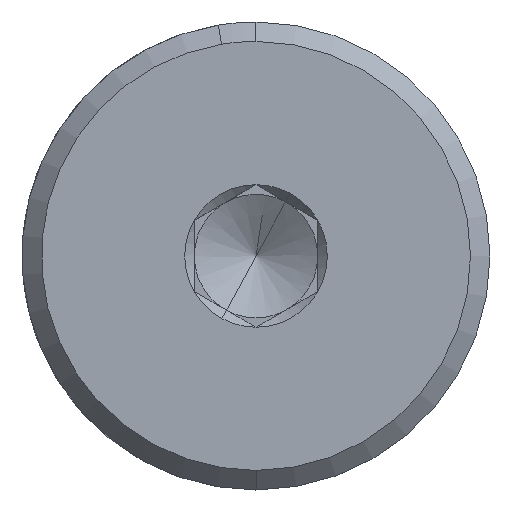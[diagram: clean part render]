
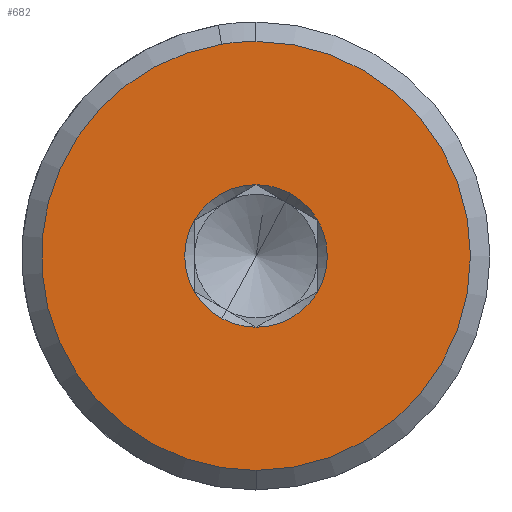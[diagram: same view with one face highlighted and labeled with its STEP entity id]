
A CAD part, top view. The second image highlights one B-rep face of the part: STEP entity #682.
In plain terms, the highlighted planar face has unit normal (0, 0, 1).
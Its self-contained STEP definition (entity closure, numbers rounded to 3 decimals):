
#380=AXIS2_PLACEMENT_3D('Circle Axis2P3D',#378,#379,$) ;
#456=AXIS2_PLACEMENT_3D('Circle Axis2P3D',#454,#455,$) ;
#479=AXIS2_PLACEMENT_3D('Circle Axis2P3D',#477,#478,$) ;
#584=AXIS2_PLACEMENT_3D('Circle Axis2P3D',#582,#583,$) ;
#595=AXIS2_PLACEMENT_3D('Plane Axis2P3D',#592,#593,#594) ;
#599=AXIS2_PLACEMENT_3D('Circle Axis2P3D',#597,#598,$) ;
#608=AXIS2_PLACEMENT_3D('Circle Axis2P3D',#606,#607,$) ;
#615=AXIS2_PLACEMENT_3D('Circle Axis2P3D',#613,#614,$) ;
#192=CARTESIAN_POINT('Vertex',(26.5,30.515,21.5)) ;
#206=CARTESIAN_POINT('Vertex',(26.5,41.485,21.5)) ;
#237=CARTESIAN_POINT('Vertex',(36.,25.03,21.5)) ;
#351=CARTESIAN_POINT('Vertex',(36.,46.97,21.5)) ;
#378=CARTESIAN_POINT('Axis2P3D Location',(36.,36.,21.5)) ;
#397=CARTESIAN_POINT('Vertex',(45.5,30.515,21.5)) ;
#454=CARTESIAN_POINT('Axis2P3D Location',(36.,36.,21.5)) ;
#458=CARTESIAN_POINT('Vertex',(30.741,26.373,21.5)) ;
#477=CARTESIAN_POINT('Axis2P3D Location',(36.,36.,21.5)) ;
#549=CARTESIAN_POINT('Vertex',(45.5,41.485,21.5)) ;
#582=CARTESIAN_POINT('Axis2P3D Location',(36.,36.,21.5)) ;
#592=CARTESIAN_POINT('Axis2P3D Location',(36.,36.,21.5)) ;
#597=CARTESIAN_POINT('Axis2P3D Location',(36.,36.,21.5)) ;
#601=CARTESIAN_POINT('Vertex',(30.71,68.573,21.5)) ;
#603=CARTESIAN_POINT('Vertex',(36.,69.,21.5)) ;
#606=CARTESIAN_POINT('Axis2P3D Location',(36.,36.,21.5)) ;
#610=CARTESIAN_POINT('Vertex',(36.,3.,21.5)) ;
#613=CARTESIAN_POINT('Axis2P3D Location',(36.,36.,21.5)) ;
#624=CARTESIAN_POINT('Control Point',(41.259,45.627,21.5)) ;
#625=CARTESIAN_POINT('Control Point',(40.296,46.153,21.5)) ;
#626=CARTESIAN_POINT('Control Point',(39.268,46.558,21.5)) ;
#627=CARTESIAN_POINT('Control Point',(38.194,46.833,21.5)) ;
#628=CARTESIAN_POINT('Control Point',(37.097,46.97,21.5)) ;
#629=CARTESIAN_POINT('Control Point',(36.,46.97,21.5)) ;
#630=CARTESIAN_POINT('Vertex',(41.259,45.627,21.5)) ;
#634=CARTESIAN_POINT('Control Point',(45.5,41.485,21.5)) ;
#635=CARTESIAN_POINT('Control Point',(44.932,42.468,21.5)) ;
#636=CARTESIAN_POINT('Control Point',(44.237,43.379,21.5)) ;
#637=CARTESIAN_POINT('Control Point',(43.427,44.193,21.5)) ;
#638=CARTESIAN_POINT('Control Point',(42.469,44.934,21.5)) ;
#639=CARTESIAN_POINT('Control Point',(41.429,45.532,21.5)) ;
#640=CARTESIAN_POINT('Control Point',(41.372,45.564,21.5)) ;
#641=CARTESIAN_POINT('Control Point',(41.316,45.596,21.5)) ;
#642=CARTESIAN_POINT('Control Point',(41.259,45.627,21.5)) ;
#645=CARTESIAN_POINT('Control Point',(45.5,30.515,21.5)) ;
#646=CARTESIAN_POINT('Control Point',(46.068,31.499,21.5)) ;
#647=CARTESIAN_POINT('Control Point',(46.508,32.556,21.5)) ;
#648=CARTESIAN_POINT('Control Point',(46.809,33.665,21.5)) ;
#649=CARTESIAN_POINT('Control Point',(47.116,35.934,21.5)) ;
#650=CARTESIAN_POINT('Control Point',(46.836,38.208,21.5)) ;
#651=CARTESIAN_POINT('Control Point',(46.548,39.32,21.5)) ;
#652=CARTESIAN_POINT('Control Point',(46.111,40.406,21.5)) ;
#653=CARTESIAN_POINT('Control Point',(45.539,41.417,21.5)) ;
#654=CARTESIAN_POINT('Control Point',(45.526,41.44,21.5)) ;
#655=CARTESIAN_POINT('Control Point',(45.513,41.462,21.5)) ;
#656=CARTESIAN_POINT('Control Point',(45.5,41.485,21.5)) ;
#659=CARTESIAN_POINT('Control Point',(36.,25.03,21.5)) ;
#660=CARTESIAN_POINT('Control Point',(37.136,25.03,21.5)) ;
#661=CARTESIAN_POINT('Control Point',(38.272,25.177,21.5)) ;
#662=CARTESIAN_POINT('Control Point',(39.382,25.471,21.5)) ;
#663=CARTESIAN_POINT('Control Point',(41.501,26.34,21.5)) ;
#664=CARTESIAN_POINT('Control Point',(43.33,27.72,21.5)) ;
#665=CARTESIAN_POINT('Control Point',(44.149,28.525,21.5)) ;
#666=CARTESIAN_POINT('Control Point',(44.871,29.447,21.5)) ;
#667=CARTESIAN_POINT('Control Point',(45.461,30.448,21.5)) ;
#668=CARTESIAN_POINT('Control Point',(45.474,30.47,21.5)) ;
#669=CARTESIAN_POINT('Control Point',(45.487,30.493,21.5)) ;
#670=CARTESIAN_POINT('Control Point',(45.5,30.515,21.5)) ;
#379=DIRECTION('Axis2P3D Direction',(0.,0.,1.)) ;
#455=DIRECTION('Axis2P3D Direction',(0.,0.,1.)) ;
#478=DIRECTION('Axis2P3D Direction',(0.,0.,1.)) ;
#583=DIRECTION('Axis2P3D Direction',(0.,0.,1.)) ;
#593=DIRECTION('Axis2P3D Direction',(0.,0.,-1.)) ;
#594=DIRECTION('Axis2P3D XDirection',(0.,1.,0.)) ;
#598=DIRECTION('Axis2P3D Direction',(0.,0.,-1.)) ;
#607=DIRECTION('Axis2P3D Direction',(0.,0.,-1.)) ;
#614=DIRECTION('Axis2P3D Direction',(0.,0.,-1.)) ;
#619=ORIENTED_EDGE('',*,*,#605,.F.) ;
#620=ORIENTED_EDGE('',*,*,#612,.F.) ;
#621=ORIENTED_EDGE('',*,*,#617,.F.) ;
#673=ORIENTED_EDGE('',*,*,#632,.T.) ;
#674=ORIENTED_EDGE('',*,*,#643,.T.) ;
#675=ORIENTED_EDGE('',*,*,#657,.T.) ;
#676=ORIENTED_EDGE('',*,*,#671,.T.) ;
#677=ORIENTED_EDGE('',*,*,#481,.T.) ;
#678=ORIENTED_EDGE('',*,*,#460,.T.) ;
#679=ORIENTED_EDGE('',*,*,#382,.T.) ;
#680=ORIENTED_EDGE('',*,*,#586,.T.) ;
#681=FACE_BOUND('',#672,.T.) ;
#682=ADVANCED_FACE('Stopper Plug_M63.1\\Koerper.2',(#622,#681),#596,.F.) ;
#623=B_SPLINE_CURVE_WITH_KNOTS('',5,(#624,#625,#626,#627,#628,#629),.UNSPECIFIED.,.F.,.U.,(6,6),(0.,7.757),.UNSPECIFIED.) ;
#633=B_SPLINE_CURVE_WITH_KNOTS('',5,(#634,#635,#636,#637,#638,#639,#640,#641,#642),.UNSPECIFIED.,.F.,.U.,(6,3,6),(0.,8.031,8.489),.UNSPECIFIED.) ;
#644=B_SPLINE_CURVE_WITH_KNOTS('',5,(#645,#646,#647,#648,#649,#650,#651,#652,#653,#654,#655,#656),.UNSPECIFIED.,.F.,.U.,(6,3,3,6),(0.,8.031,16.062,16.245),.UNSPECIFIED.) ;
#658=B_SPLINE_CURVE_WITH_KNOTS('',5,(#659,#660,#661,#662,#663,#664,#665,#666,#667,#668,#669,#670),.UNSPECIFIED.,.F.,.U.,(6,3,3,6),(0.,8.031,16.062,16.245),.UNSPECIFIED.) ;
#381=CIRCLE('generated circle',#380,10.97) ;
#457=CIRCLE('generated circle',#456,10.97) ;
#480=CIRCLE('generated circle',#479,10.97) ;
#585=CIRCLE('generated circle',#584,10.97) ;
#600=CIRCLE('generated circle',#599,33.) ;
#609=CIRCLE('generated circle',#608,33.) ;
#616=CIRCLE('generated circle',#615,33.) ;
#382=EDGE_CURVE('',#193,#207,#381,.F.) ;
#460=EDGE_CURVE('',#459,#193,#457,.F.) ;
#481=EDGE_CURVE('',#238,#459,#480,.F.) ;
#586=EDGE_CURVE('',#207,#352,#585,.F.) ;
#605=EDGE_CURVE('',#602,#604,#600,.T.) ;
#612=EDGE_CURVE('',#611,#602,#609,.T.) ;
#617=EDGE_CURVE('',#604,#611,#616,.T.) ;
#632=EDGE_CURVE('',#352,#631,#623,.F.) ;
#643=EDGE_CURVE('',#631,#550,#633,.F.) ;
#657=EDGE_CURVE('',#550,#398,#644,.F.) ;
#671=EDGE_CURVE('',#398,#238,#658,.F.) ;
#618=EDGE_LOOP('',(#619,#620,#621)) ;
#672=EDGE_LOOP('',(#673,#674,#675,#676,#677,#678,#679,#680)) ;
#622=FACE_OUTER_BOUND('',#618,.T.) ;
#596=PLANE('',#595) ;
#193=VERTEX_POINT('',#192) ;
#207=VERTEX_POINT('',#206) ;
#238=VERTEX_POINT('',#237) ;
#352=VERTEX_POINT('',#351) ;
#398=VERTEX_POINT('',#397) ;
#459=VERTEX_POINT('',#458) ;
#550=VERTEX_POINT('',#549) ;
#602=VERTEX_POINT('',#601) ;
#604=VERTEX_POINT('',#603) ;
#611=VERTEX_POINT('',#610) ;
#631=VERTEX_POINT('',#630) ;
